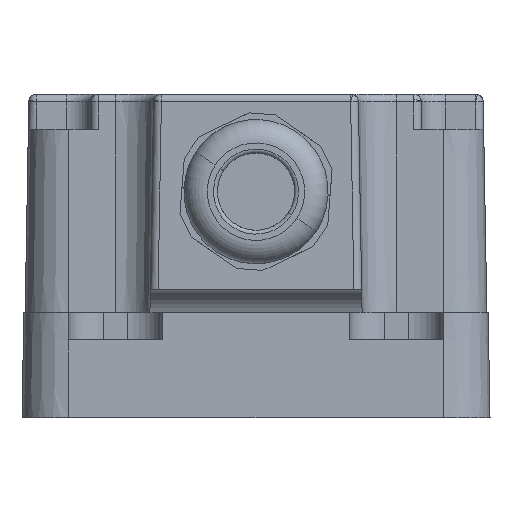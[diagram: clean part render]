
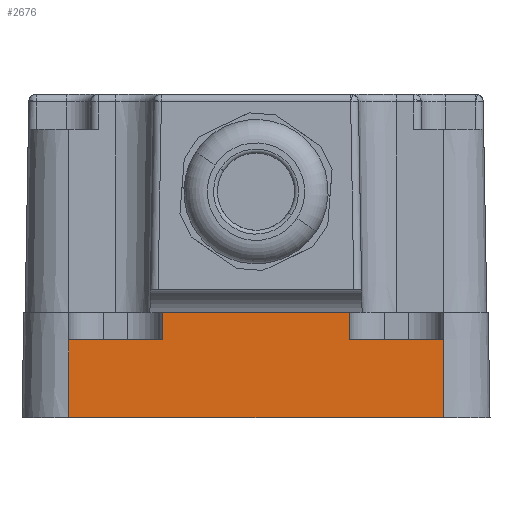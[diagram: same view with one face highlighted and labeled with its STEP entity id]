
A CAD part, front view. The second image highlights one B-rep face of the part: STEP entity #2676.
In plain terms, the highlighted planar face has unit normal (0, -1, 0.018).
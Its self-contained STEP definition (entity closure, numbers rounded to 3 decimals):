
#2624=AXIS2_PLACEMENT_3D('Plane Axis2P3D',#2621,#2622,#2623) ;
#164=CARTESIAN_POINT('Vertex',(54.,26.332,0.)) ;
#167=CARTESIAN_POINT('Line Origine',(30.,26.332,0.)) ;
#171=CARTESIAN_POINT('Vertex',(6.,26.332,0.)) ;
#2600=CARTESIAN_POINT('Line Origine',(6.,-8696.871,-499751.978)) ;
#2604=CARTESIAN_POINT('Vertex',(6.,26.507,10.)) ;
#2621=CARTESIAN_POINT('Axis2P3D Location',(0.,26.332,0.)) ;
#2626=CARTESIAN_POINT('Line Origine',(54.,26.419,5.)) ;
#2630=CARTESIAN_POINT('Vertex',(54.,26.507,10.)) ;
#2633=CARTESIAN_POINT('Line Origine',(48.,26.507,10.)) ;
#2637=CARTESIAN_POINT('Vertex',(42.,26.507,10.)) ;
#2640=CARTESIAN_POINT('Line Origine',(42.,26.537,11.75)) ;
#2644=CARTESIAN_POINT('Vertex',(42.,26.568,13.5)) ;
#2647=CARTESIAN_POINT('Line Origine',(30.,26.568,13.5)) ;
#2651=CARTESIAN_POINT('Vertex',(18.,26.568,13.5)) ;
#2654=CARTESIAN_POINT('Line Origine',(18.,26.537,11.75)) ;
#2658=CARTESIAN_POINT('Vertex',(18.,26.507,10.)) ;
#2661=CARTESIAN_POINT('Line Origine',(12.,26.507,10.)) ;
#168=DIRECTION('Vector Direction',(1.,0.,0.)) ;
#2601=DIRECTION('Vector Direction',(0.,-0.017,-1.)) ;
#2622=DIRECTION('Axis2P3D Direction',(0.,1.,-0.017)) ;
#2623=DIRECTION('Axis2P3D XDirection',(1.,0.,0.)) ;
#2627=DIRECTION('Vector Direction',(0.,-0.017,-1.)) ;
#2634=DIRECTION('Vector Direction',(1.,0.,0.)) ;
#2641=DIRECTION('Vector Direction',(0.,-0.017,-1.)) ;
#2648=DIRECTION('Vector Direction',(1.,0.,0.)) ;
#2655=DIRECTION('Vector Direction',(0.,-0.017,-1.)) ;
#2662=DIRECTION('Vector Direction',(1.,0.,0.)) ;
#169=VECTOR('Line Direction',#168,1.) ;
#2602=VECTOR('Line Direction',#2601,1.) ;
#2628=VECTOR('Line Direction',#2627,1.) ;
#2635=VECTOR('Line Direction',#2634,1.) ;
#2642=VECTOR('Line Direction',#2641,1.) ;
#2649=VECTOR('Line Direction',#2648,1.) ;
#2656=VECTOR('Line Direction',#2655,1.) ;
#2663=VECTOR('Line Direction',#2662,1.) ;
#2667=ORIENTED_EDGE('',*,*,#2606,.F.) ;
#2668=ORIENTED_EDGE('',*,*,#173,.F.) ;
#2669=ORIENTED_EDGE('',*,*,#2632,.T.) ;
#2670=ORIENTED_EDGE('',*,*,#2639,.T.) ;
#2671=ORIENTED_EDGE('',*,*,#2646,.F.) ;
#2672=ORIENTED_EDGE('',*,*,#2653,.F.) ;
#2673=ORIENTED_EDGE('',*,*,#2660,.T.) ;
#2674=ORIENTED_EDGE('',*,*,#2665,.F.) ;
#2676=ADVANCED_FACE('Hauptk\X2\00F6\X0\rper.1',(#2675),#2625,.F.) ;
#173=EDGE_CURVE('',#165,#172,#170,.F.) ;
#2606=EDGE_CURVE('',#172,#2605,#2603,.F.) ;
#2632=EDGE_CURVE('',#165,#2631,#2629,.F.) ;
#2639=EDGE_CURVE('',#2631,#2638,#2636,.F.) ;
#2646=EDGE_CURVE('',#2645,#2638,#2643,.T.) ;
#2653=EDGE_CURVE('',#2652,#2645,#2650,.T.) ;
#2660=EDGE_CURVE('',#2652,#2659,#2657,.T.) ;
#2665=EDGE_CURVE('',#2605,#2659,#2664,.T.) ;
#2666=EDGE_LOOP('',(#2667,#2668,#2669,#2670,#2671,#2672,#2673,#2674)) ;
#2675=FACE_OUTER_BOUND('',#2666,.T.) ;
#170=LINE('Line',#167,#169) ;
#2603=LINE('Line',#2600,#2602) ;
#2629=LINE('Line',#2626,#2628) ;
#2636=LINE('Line',#2633,#2635) ;
#2643=LINE('Line',#2640,#2642) ;
#2650=LINE('Line',#2647,#2649) ;
#2657=LINE('Line',#2654,#2656) ;
#2664=LINE('Line',#2661,#2663) ;
#2625=PLANE('',#2624) ;
#165=VERTEX_POINT('',#164) ;
#172=VERTEX_POINT('',#171) ;
#2605=VERTEX_POINT('',#2604) ;
#2631=VERTEX_POINT('',#2630) ;
#2638=VERTEX_POINT('',#2637) ;
#2645=VERTEX_POINT('',#2644) ;
#2652=VERTEX_POINT('',#2651) ;
#2659=VERTEX_POINT('',#2658) ;
